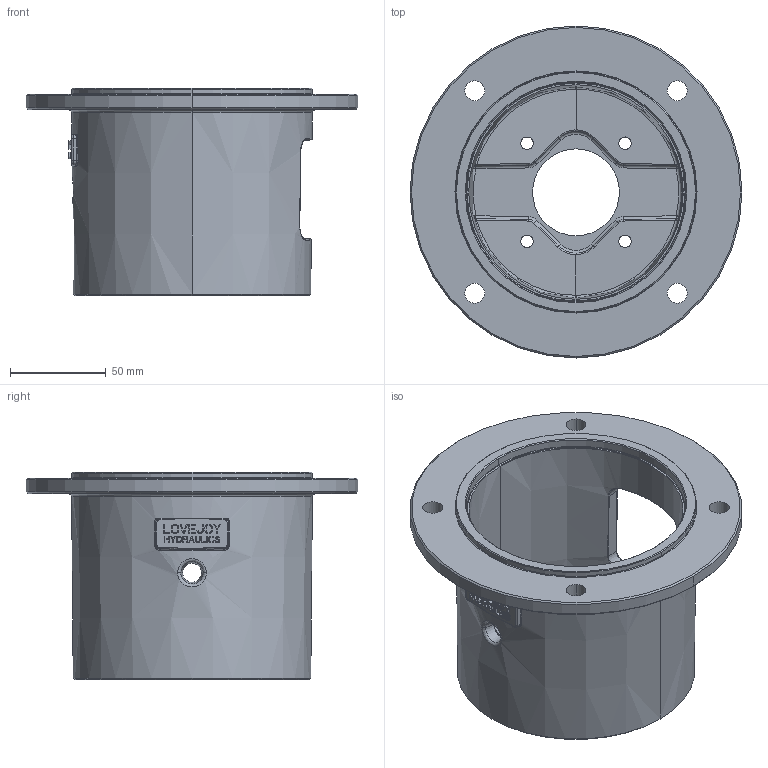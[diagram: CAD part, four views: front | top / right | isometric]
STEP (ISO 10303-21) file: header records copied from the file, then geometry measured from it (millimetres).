
FILE_DESCRIPTION((''),'2;1');
FILE_NAME('84527105178_ASM','2013-04-26T',('ppetruska'),(''),'PRO/ENGINEER BY PARAMETRIC TECHNOLOGY CORPORATION, 2012480','PRO/ENGINEER BY PARAMETRIC TECHNOLOGY CORPORATION, 2012480','');
FILE_SCHEMA(('CONFIG_CONTROL_DESIGN'));
Length unit declared in the file: inch
Products named in the file (3): 84527106011_AF6; 84527106016_AF5_ASM; 84527105178_ASM
Assembly tree (2 placements, depth 3):
  84527105178_ASM
    84527106016_AF5_ASM
      84527106011_AF6
Bounding box: 172.97 x 172.97 x 107.95 mm (x, y, z)
Volume: 466967 mm3; surface area: 118476.8 mm2
Topology: 1 solids, 1 shells, 572 faces, 1513 edges, 970 vertices
Faces by surface type: plane 406, bspline 59, cylinder 56, cone 24, torus 19, extrusion 4, sphere 4
Entity records: 20800 total; most frequent: CARTESIAN_POINT 6800, ORIENTED_EDGE 3026, DIRECTION 2633, EDGE_CURVE 1513, VECTOR 1215, LINE 1211, VERTEX_POINT 970, AXIS2_PLACEMENT_3D 709
